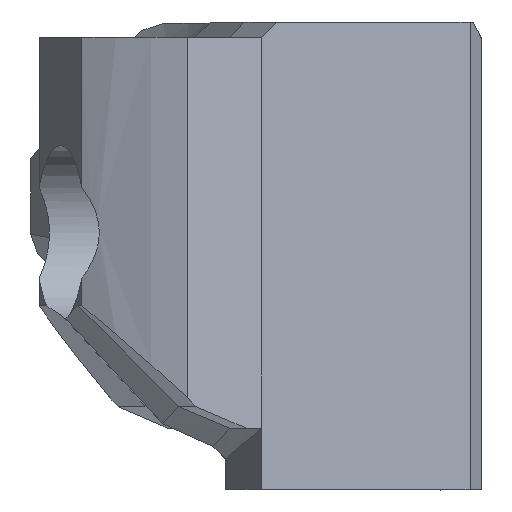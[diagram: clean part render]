
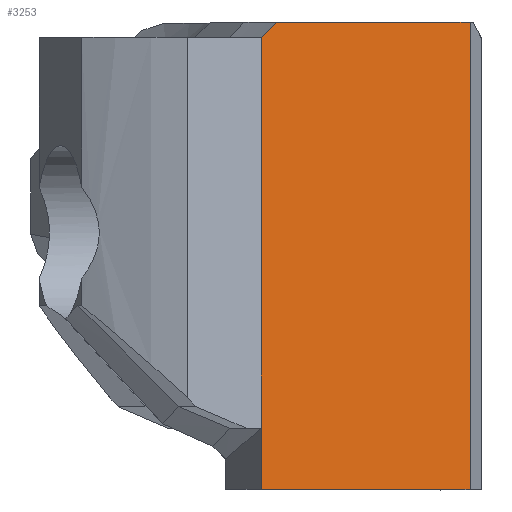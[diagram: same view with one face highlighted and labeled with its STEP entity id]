
A CAD part, top view. The second image highlights one B-rep face of the part: STEP entity #3253.
In plain terms, the highlighted planar face has unit normal (0.153, 0, 0.988).
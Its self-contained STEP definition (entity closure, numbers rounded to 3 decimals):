
#77=(
BOUNDED_CURVE()
B_SPLINE_CURVE(2,(#5278,#5279,#5280),.UNSPECIFIED.,.F.,.F.)
B_SPLINE_CURVE_WITH_KNOTS((3,3),(0.,0.074),.UNSPECIFIED.)
CURVE()
GEOMETRIC_REPRESENTATION_ITEM()
RATIONAL_B_SPLINE_CURVE((1.,1.,1.))
REPRESENTATION_ITEM('')
);
#195=PLANE('',#3526);
#335=FACE_OUTER_BOUND('',#525,.T.);
#525=EDGE_LOOP('',(#2546,#2547,#2548,#2549,#2550,#2551));
#698=LINE('',#4791,#1007);
#703=LINE('',#4811,#1012);
#730=LINE('',#4950,#1039);
#770=LINE('',#5239,#1079);
#786=LINE('',#5277,#1095);
#1007=VECTOR('',#3864,10.);
#1012=VECTOR('',#3881,10.);
#1039=VECTOR('',#3950,10.);
#1079=VECTOR('',#4072,10.);
#1095=VECTOR('',#4106,10.);
#1418=VERTEX_POINT('',#4788);
#1419=VERTEX_POINT('',#4790);
#1425=VERTEX_POINT('',#4810);
#1464=VERTEX_POINT('',#4947);
#1465=VERTEX_POINT('',#4949);
#1520=VERTEX_POINT('',#5276);
#1753=EDGE_CURVE('',#1418,#1419,#698,.T.);
#1762=EDGE_CURVE('',#1419,#1425,#703,.T.);
#1810=EDGE_CURVE('',#1465,#1464,#730,.T.);
#1878=EDGE_CURVE('',#1464,#1425,#770,.T.);
#1896=EDGE_CURVE('',#1418,#1520,#786,.T.);
#1897=EDGE_CURVE('',#1520,#1465,#77,.T.);
#2546=ORIENTED_EDGE('',*,*,#1753,.F.);
#2547=ORIENTED_EDGE('',*,*,#1896,.T.);
#2548=ORIENTED_EDGE('',*,*,#1897,.T.);
#2549=ORIENTED_EDGE('',*,*,#1810,.T.);
#2550=ORIENTED_EDGE('',*,*,#1878,.T.);
#2551=ORIENTED_EDGE('',*,*,#1762,.F.);
#3253=ADVANCED_FACE('',(#335),#195,.T.);
#3526=AXIS2_PLACEMENT_3D('',#5275,#4104,#4105);
#3864=DIRECTION('',(0.,-1.,0.));
#3881=DIRECTION('',(-0.988,0.,0.153));
#3950=DIRECTION('',(0.,-1.,0.));
#4072=DIRECTION('',(0.,-1.,0.));
#4104=DIRECTION('center_axis',(0.153,0.,0.988));
#4105=DIRECTION('ref_axis',(0.988,0.,-0.153));
#4106=DIRECTION('',(-0.988,0.,0.153));
#4788=CARTESIAN_POINT('',(5.803,8.,20.461));
#4790=CARTESIAN_POINT('',(5.803,-7.25,20.461));
#4791=CARTESIAN_POINT('',(5.803,8.,20.461));
#4810=CARTESIAN_POINT('',(-1.004,-7.25,21.518));
#4811=CARTESIAN_POINT('',(-1.004,-7.25,21.518));
#4947=CARTESIAN_POINT('',(-1.004,-5.25,21.518));
#4949=CARTESIAN_POINT('',(-1.004,7.5,21.518));
#4950=CARTESIAN_POINT('',(-1.004,8.,21.518));
#5239=CARTESIAN_POINT('',(-1.004,-6.25,21.518));
#5275=CARTESIAN_POINT('Origin',(2.715,1.145,20.94));
#5276=CARTESIAN_POINT('',(-0.47,8.,21.435));
#5277=CARTESIAN_POINT('',(2.977,8.,20.9));
#5278=CARTESIAN_POINT('Ctrl Pts',(-0.47,8.,21.435));
#5279=CARTESIAN_POINT('Ctrl Pts',(-0.739,7.749,21.477));
#5280=CARTESIAN_POINT('Ctrl Pts',(-1.004,7.5,21.518));
